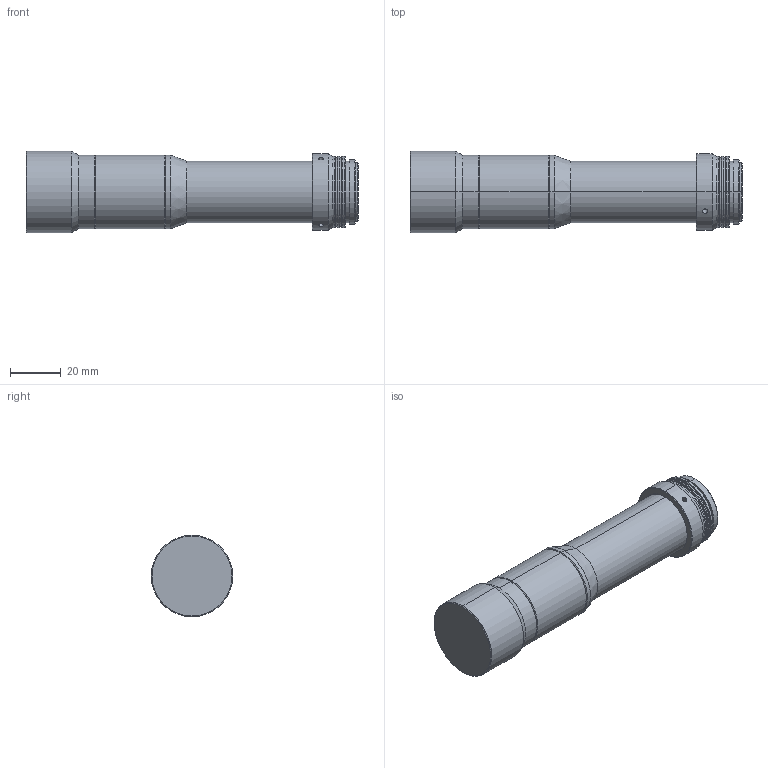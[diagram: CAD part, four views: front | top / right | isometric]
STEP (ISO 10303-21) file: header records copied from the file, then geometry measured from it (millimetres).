
FILE_DESCRIPTION (( 'STEP AP203' ), '1' );
FILE_NAME ('ST11C-10-110.STEP', '2024-06-15T07:47:11', ( 'Windows 蚚誧' ), ( 'Microsoft' ), 'SwSTEP 2.0', 'SolidWorks 2018', '' );
FILE_SCHEMA (( 'CONFIG_CONTROL_DESIGN' ));
Length unit declared in the file: millimetre
Products named in the file (5): 噩芠1ㄗ妗陑3Dㄘ; 堈陑C諉諳ㄗ妗陑3Dㄘ; 噩芠3ㄗ妗陑3Dㄘ; ST11C-10-110; 蟀諉璃ㄗ妗陑3Dㄘ
Assembly tree (4 placements, depth 2):
  ST11C-10-110
    噩芠1ㄗ妗陑3Dㄘ
    噩芠3ㄗ妗陑3Dㄘ
    蟀諉璃ㄗ妗陑3Dㄘ
    堈陑C諉諳ㄗ妗陑3Dㄘ
Bounding box: 130.58 x 32 x 32 mm (x, y, z)
Volume: 86957.1 mm3; surface area: 20112.6 mm2
Topology: 4 solids, 4 shells, 126 faces, 252 edges, 150 vertices
Faces by surface type: cylinder 54, cone 48, plane 24
Entity records: 3969 total; most frequent: CARTESIAN_POINT 727, DIRECTION 644, ORIENTED_EDGE 504, AXIS2_PLACEMENT_3D 271, EDGE_CURVE 252, EDGE_LOOP 150, VERTEX_POINT 150, CIRCLE 138
